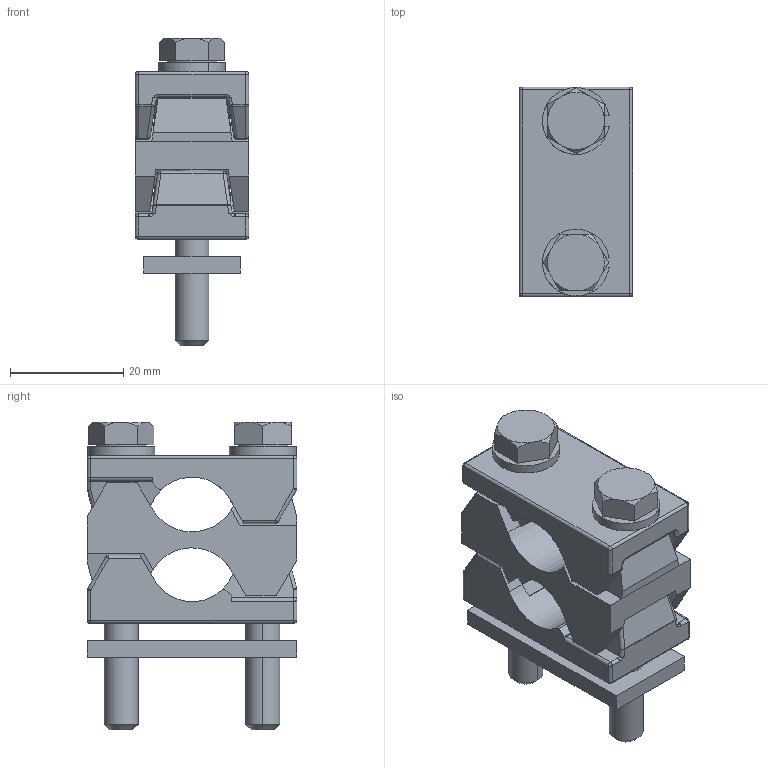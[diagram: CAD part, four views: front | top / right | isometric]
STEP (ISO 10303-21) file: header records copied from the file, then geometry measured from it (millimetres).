
FILE_DESCRIPTION((''),'2;1');
FILE_NAME('ASM0001_ASM','2023-10-23T09:13:36',('klemen.sitar'),('Audax d.o.o.'),'CREO PARAMETRIC BY PTC INC, 2021304','CREO PARAMETRIC BY PTC INC, 2021304','');
FILE_SCHEMA(('AP242_MANAGED_MODEL_BASED_3D_ENGINEERING_MIM_LF { 1 0 10303 442 1 1 4 }'));
Length unit declared in the file: millimetre
Products named in the file (7): 56424_L_KLEMMENUNTERTEIL_S1_P_2; 70217_L_DRUCKSTUECK_P12_1_1_2; 66809_FEDERRING_DIN_127-A6_1__2; 65714_SECHSKANTSCHRAUBE_M6X50_3; PRT0005LLLL_1_1_2; K_1_1_2; ASM0001_ASM
Assembly tree (8 placements, depth 2):
  ASM0001_ASM
    56424_L_KLEMMENUNTERTEIL_S1_P_2
    70217_L_DRUCKSTUECK_P12_1_1_2
    66809_FEDERRING_DIN_127-A6_1__2  x2
    65714_SECHSKANTSCHRAUBE_M6X50_3  x2
    PRT0005LLLL_1_1_2
    K_1_1_2
Bounding box: 20 x 37 x 54.3 mm (x, y, z)
Volume: 19955.7 mm3; surface area: 13798.2 mm2
Topology: 8 solids, 8 shells, 333 faces, 902 edges, 541 vertices
Faces by surface type: plane 137, cylinder 120, bspline 48, cone 16, torus 8, sphere 4
Entity records: 17886 total; most frequent: CARTESIAN_POINT 5373, ORIENTED_EDGE 1550, DIRECTION 1280, PRESENTATION_STYLE_ASSIGNMENT 1082, STYLED_ITEM 1082, CURVE_STYLE 775, EDGE_CURVE 775, VERTEX_POINT 486
